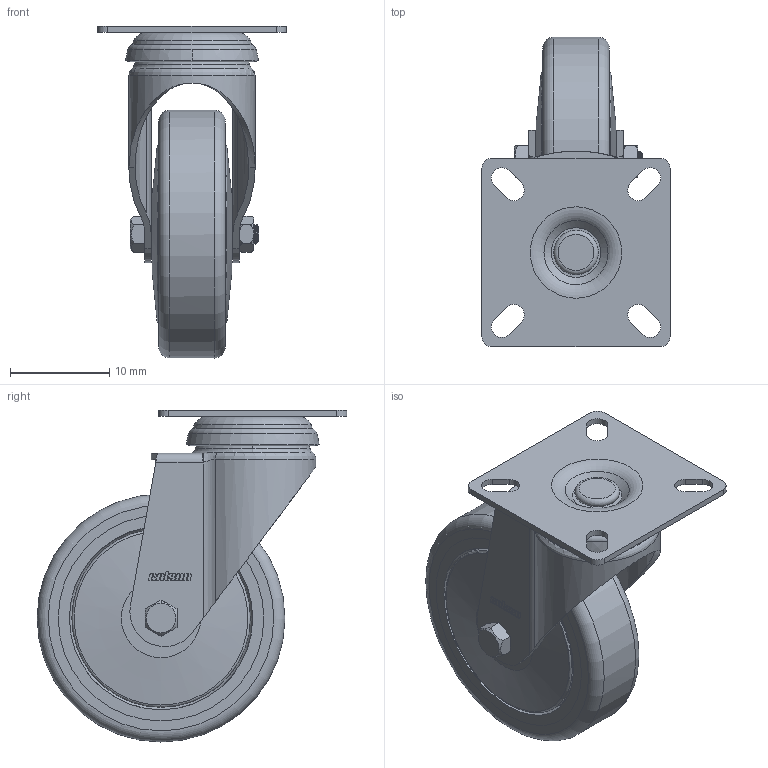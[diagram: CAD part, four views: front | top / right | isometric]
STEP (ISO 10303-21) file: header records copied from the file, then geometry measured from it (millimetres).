
FILE_DESCRIPTION(/* description */ (''),/* implementation_level */ '2;1');
FILE_NAME(/* name */ 'CASTOR v6.step',/* time_stamp */ '2020-11-05T22:28:55+06:00',/* author */ (''),/* organization */ (''),/* preprocessor_version */ 'ST-DEVELOPER v18.1',/* originating_system */ 'Autodesk Translation Framework v9.3.0.1241',/* authorisation */ '');
FILE_SCHEMA (('AUTOMOTIVE_DESIGN { 1 0 10303 214 3 1 1 }'));
Length unit declared in the file: millimetre
Products named in the file (1): CASTOR
Bounding box: 19 x 31.25 x 33.5 mm (x, y, z)
Volume: 2901.1 mm3; surface area: 7649.6 mm2
Topology: 53 solids, 53 shells, 430 faces, 1097 edges, 721 vertices
Faces by surface type: plane 161, bspline 95, cylinder 78, sphere 40, torus 33, cone 23
Full cylindrical faces by diameter (mm): 1.625 x5, 2 x16, 2.075 x2, 2.125 x1, 3 x2, 3.05 x2, 3.075 x3, 5.5 x3, 7.95 x1, 10 x1, 17.75 x2, 18 x2, 18.5 x2, 20.75 x4, 22.5 x2, 25 x1
Entity records: 22935 total; most frequent: CARTESIAN_POINT 13204, ORIENTED_EDGE 2034, DIRECTION 1802, EDGE_CURVE 1017, VERTEX_POINT 721, AXIS2_PLACEMENT_3D 684, EDGE_LOOP 492, LINE 434
